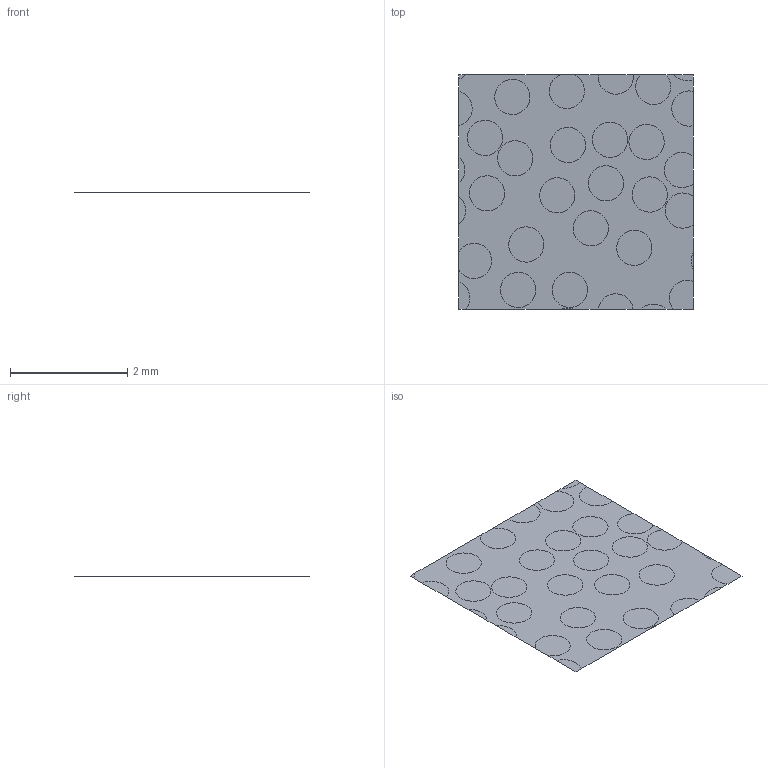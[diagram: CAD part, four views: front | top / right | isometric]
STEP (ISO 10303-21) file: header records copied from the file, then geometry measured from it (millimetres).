
FILE_DESCRIPTION(('Open CASCADE Model'),'2;1');
FILE_NAME('Open CASCADE Shape Model','2021-11-23T09:50:13',('Author'),( 'Open CASCADE'),'Open CASCADE STEP processor 7.6','Open CASCADE 7.6' ,'Unknown');
FILE_SCHEMA(('AUTOMOTIVE_DESIGN { 1 0 10303 214 1 1 1 1 }'));
Length unit declared in the file: millimetre
Products named in the file (35): Open CASCADE STEP translator 7.6 7; Open CASCADE STEP translator 7.6 7.1; Open CASCADE STEP translator 7.6 7.2; Open CASCADE STEP translator 7.6 7.3; Open CASCADE STEP translator 7.6 7.4; Open CASCADE STEP translator 7.6 7.5; Open CASCADE STEP translator 7.6 7.6; Open CASCADE STEP translator 7.6 7.7; Open CASCADE STEP translator 7.6 7.8; Open CASCADE STEP translator 7.6 7.9; Open CASCADE STEP translator 7.6 7.10; Open CASCADE STEP translator 7.6 7.11; Open CASCADE STEP translator 7.6 7.12; Open CASCADE STEP translator 7.6 7.13; Open CASCADE STEP translator 7.6 7.14; Open CASCADE STEP translator 7.6 7.15; Open CASCADE STEP translator 7.6 7.16; Open CASCADE STEP translator 7.6 7.17; Open CASCADE STEP translator 7.6 7.18; Open CASCADE STEP translator 7.6 7.19; Open CASCADE STEP translator 7.6 7.20; Open CASCADE STEP translator 7.6 7.21; Open CASCADE STEP translator 7.6 7.22; Open CASCADE STEP translator 7.6 7.23; Open CASCADE STEP translator 7.6 7.24; Open CASCADE STEP translator 7.6 7.25; Open CASCADE STEP translator 7.6 7.26; Open CASCADE STEP translator 7.6 7.27; Open CASCADE STEP translator 7.6 7.28; Open CASCADE STEP translator 7.6 7.29; Open CASCADE STEP translator 7.6 7.30; Open CASCADE STEP translator 7.6 7.31; Open CASCADE STEP translator 7.6 7.32; Open CASCADE STEP translator 7.6 7.33; Open CASCADE STEP translator 7.6 7.34
Assembly tree (34 placements, depth 2):
  Open CASCADE STEP translator 7.6 7
    Open CASCADE STEP translator 7.6 7.1
    Open CASCADE STEP translator 7.6 7.2
    Open CASCADE STEP translator 7.6 7.3
    Open CASCADE STEP translator 7.6 7.4
    Open CASCADE STEP translator 7.6 7.5
    Open CASCADE STEP translator 7.6 7.6
    Open CASCADE STEP translator 7.6 7.7
    Open CASCADE STEP translator 7.6 7.8
    Open CASCADE STEP translator 7.6 7.9
    Open CASCADE STEP translator 7.6 7.10
    Open CASCADE STEP translator 7.6 7.11
    Open CASCADE STEP translator 7.6 7.12
    Open CASCADE STEP translator 7.6 7.13
    Open CASCADE STEP translator 7.6 7.14
    Open CASCADE STEP translator 7.6 7.15
    Open CASCADE STEP translator 7.6 7.16
    Open CASCADE STEP translator 7.6 7.17
    Open CASCADE STEP translator 7.6 7.18
    Open CASCADE STEP translator 7.6 7.19
    Open CASCADE STEP translator 7.6 7.20
    Open CASCADE STEP translator 7.6 7.21
    Open CASCADE STEP translator 7.6 7.22
    Open CASCADE STEP translator 7.6 7.23
    Open CASCADE STEP translator 7.6 7.24
    Open CASCADE STEP translator 7.6 7.25
    Open CASCADE STEP translator 7.6 7.26
    Open CASCADE STEP translator 7.6 7.27
    Open CASCADE STEP translator 7.6 7.28
    Open CASCADE STEP translator 7.6 7.29
    Open CASCADE STEP translator 7.6 7.30
    Open CASCADE STEP translator 7.6 7.31
    Open CASCADE STEP translator 7.6 7.32
    Open CASCADE STEP translator 7.6 7.33
    Open CASCADE STEP translator 7.6 7.34
Bounding box: 4 x 4 x 0 mm (x, y, z)
Surface area: 16 mm2 (no closed solid volume)
Topology: 0 solids, 34 shells, 34 faces, 122 edges, 122 vertices
Faces by surface type: plane 34
Entity records: 2910 total; most frequent: DIRECTION 464, CARTESIAN_POINT 435, AXIS2_PLACEMENT_3D 151, ORIENTED_EDGE 122, EDGE_CURVE 122, VERTEX_POINT 122, SURFACE_CURVE 122, PCURVE 122
